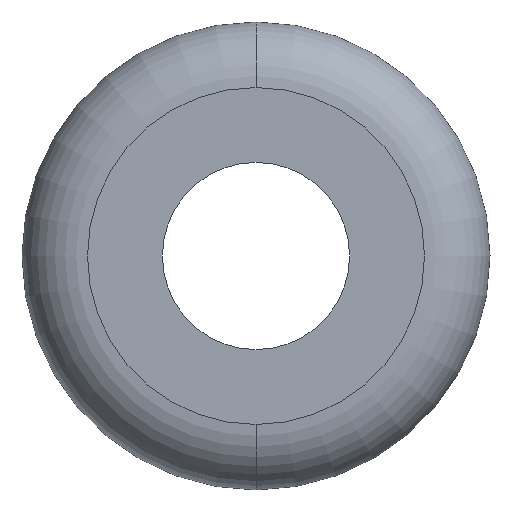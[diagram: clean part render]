
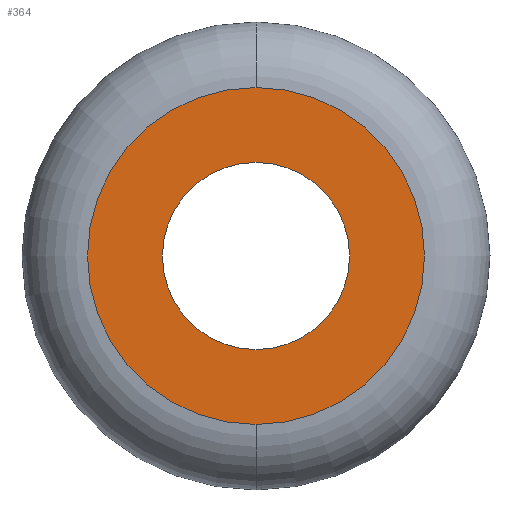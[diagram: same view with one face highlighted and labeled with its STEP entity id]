
A CAD part, front view. The second image highlights one B-rep face of the part: STEP entity #364.
In plain terms, the highlighted planar face has unit normal (0, -1, 0).
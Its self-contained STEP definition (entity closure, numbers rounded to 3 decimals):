
#6 = DIRECTION ( 'NONE',  ( 0., 0., 1. ) ) ;
#8 = CARTESIAN_POINT ( 'NONE',  ( 0., -4., -7.2 ) ) ;
#11 = CARTESIAN_POINT ( 'NONE',  ( 0., -4., -4. ) ) ;
#12 = DIRECTION ( 'NONE',  ( 0., 1., 0. ) ) ;
#13 = CIRCLE ( 'NONE', #18, 4. ) ;
#18 = AXIS2_PLACEMENT_3D ( 'NONE', #19, #12, #6 ) ;
#19 = CARTESIAN_POINT ( 'NONE',  ( 0., -4., 0. ) ) ;
#35 = DIRECTION ( 'NONE',  ( 0., 1., 0. ) ) ;
#36 = DIRECTION ( 'NONE',  ( 0., 0., 1. ) ) ;
#40 = CARTESIAN_POINT ( 'NONE',  ( 0., -4., 7.2 ) ) ;
#50 = AXIS2_PLACEMENT_3D ( 'NONE', #68, #35, #36 ) ;
#59 = CARTESIAN_POINT ( 'NONE',  ( 0., -4., 4. ) ) ;
#62 = CIRCLE ( 'NONE', #50, 7.2 ) ;
#68 = CARTESIAN_POINT ( 'NONE',  ( 0., -4., 0. ) ) ;
#152 = CARTESIAN_POINT ( 'NONE',  ( 0., -4., 0. ) ) ;
#153 = CIRCLE ( 'NONE', #193, 7.2 ) ;
#154 = FACE_BOUND ( 'NONE', #365, .T. ) ;
#155 = DIRECTION ( 'NONE',  ( 0., -1., 0. ) ) ;
#156 = CARTESIAN_POINT ( 'NONE',  ( -4., -4., 0. ) ) ;
#157 = AXIS2_PLACEMENT_3D ( 'NONE', #156, #155, #183 ) ;
#158 = PLANE ( 'NONE',  #157 ) ;
#174 = DIRECTION ( 'NONE',  ( 0., 0., 1. ) ) ;
#175 = DIRECTION ( 'NONE',  ( 0., 1., 0. ) ) ;
#176 = CARTESIAN_POINT ( 'NONE',  ( 0., -4., 0. ) ) ;
#177 = AXIS2_PLACEMENT_3D ( 'NONE', #176, #175, #174 ) ;
#183 = DIRECTION ( 'NONE',  ( 0., 0., -1. ) ) ;
#187 = CIRCLE ( 'NONE', #177, 4. ) ;
#190 = FACE_OUTER_BOUND ( 'NONE', #367, .T. ) ;
#191 = DIRECTION ( 'NONE',  ( 0., 0., 1. ) ) ;
#192 = DIRECTION ( 'NONE',  ( 0., 1., 0. ) ) ;
#193 = AXIS2_PLACEMENT_3D ( 'NONE', #152, #192, #191 ) ;
#267 = VERTEX_POINT ( 'NONE', #40 ) ;
#269 = EDGE_CURVE ( 'NONE', #267, #296, #62, .T. ) ;
#282 = VERTEX_POINT ( 'NONE', #59 ) ;
#287 = VERTEX_POINT ( 'NONE', #11 ) ;
#288 = EDGE_CURVE ( 'NONE', #287, #282, #13, .T. ) ;
#296 = VERTEX_POINT ( 'NONE', #8 ) ;
#361 = EDGE_CURVE ( 'NONE', #296, #267, #153, .T. ) ;
#364 = ADVANCED_FACE ( 'NONE', ( #154, #190 ), #158, .T. ) ;
#365 = EDGE_LOOP ( 'NONE', ( #366, #372 ) ) ;
#366 = ORIENTED_EDGE ( 'NONE', *, *, #371, .T. ) ;
#367 = EDGE_LOOP ( 'NONE', ( #368, #369 ) ) ;
#368 = ORIENTED_EDGE ( 'NONE', *, *, #269, .F. ) ;
#369 = ORIENTED_EDGE ( 'NONE', *, *, #361, .F. ) ;
#371 = EDGE_CURVE ( 'NONE', #282, #287, #187, .T. ) ;
#372 = ORIENTED_EDGE ( 'NONE', *, *, #288, .T. ) ;
